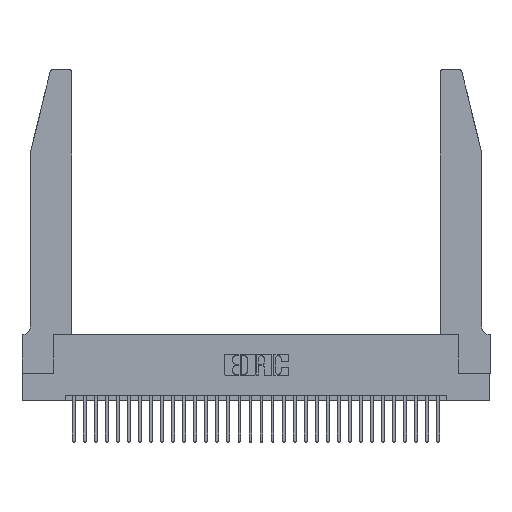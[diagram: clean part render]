
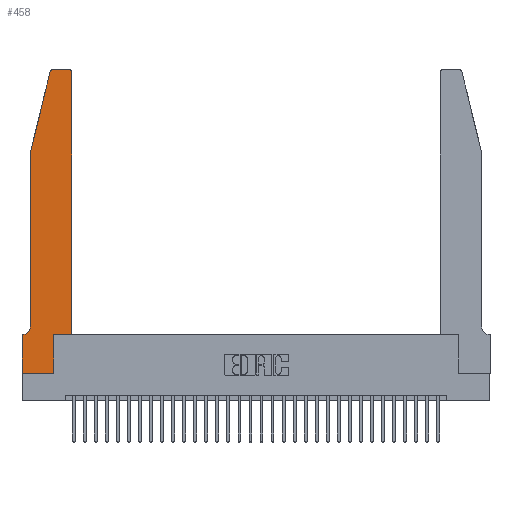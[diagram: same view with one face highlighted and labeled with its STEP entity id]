
A CAD part, top view. The second image highlights one B-rep face of the part: STEP entity #458.
In plain terms, the highlighted planar face has unit normal (0, 0, 1).
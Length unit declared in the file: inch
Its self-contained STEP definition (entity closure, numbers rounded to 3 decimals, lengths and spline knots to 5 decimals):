
#268 = ORIENTED_EDGE ( 'NONE', *, *, #7270, .T. ) ;
#431 = CARTESIAN_POINT ( 'NONE',  ( 0.0755, 2., 0.37 ) ) ;
#458 = ADVANCED_FACE ( 'NONE', ( #30206 ), #12358, .T. ) ;
#701 = CARTESIAN_POINT ( 'NONE',  ( 0.284, 2.75, 0.37 ) ) ;
#1595 = CARTESIAN_POINT ( 'NONE',  ( 0.4505, 2.72, 0.37 ) ) ;
#1711 = DIRECTION ( 'NONE',  ( -1., 0., 0. ) ) ;
#1882 = ORIENTED_EDGE ( 'NONE', *, *, #22543, .T. ) ;
#1910 = ORIENTED_EDGE ( 'NONE', *, *, #3991, .T. ) ;
#1930 = CARTESIAN_POINT ( 'NONE',  ( 0., 0.35, 0.37 ) ) ;
#2437 = EDGE_CURVE ( 'NONE', #7845, #3305, #3835, .T. ) ;
#2715 = CARTESIAN_POINT ( 'NONE',  ( 0.2865, 0.35, 0.37 ) ) ;
#3227 = VERTEX_POINT ( 'NONE', #19621 ) ;
#3305 = VERTEX_POINT ( 'NONE', #32308 ) ;
#3766 = DIRECTION ( 'NONE',  ( 0., -1., 0. ) ) ;
#3835 = CIRCLE ( 'NONE', #28539, 0.03 ) ;
#3991 = EDGE_CURVE ( 'NONE', #22487, #7845, #31560, .T. ) ;
#4129 = CARTESIAN_POINT ( 'NONE',  ( 0.2865, 0.35, 0.37 ) ) ;
#4190 = EDGE_CURVE ( 'NONE', #3227, #5244, #26913, .T. ) ;
#4274 = CARTESIAN_POINT ( 'NONE',  ( 0.0755, 0.35, 0.37 ) ) ;
#5038 = LINE ( 'NONE', #431, #17669 ) ;
#5120 = ORIENTED_EDGE ( 'NONE', *, *, #17587, .T. ) ;
#5244 = VERTEX_POINT ( 'NONE', #31977 ) ;
#5296 = ORIENTED_EDGE ( 'NONE', *, *, #11036, .T. ) ;
#5719 = VERTEX_POINT ( 'NONE', #31209 ) ;
#5730 = VECTOR ( 'NONE', #12157, 39.37008 ) ;
#6419 = EDGE_CURVE ( 'NONE', #30298, #5719, #22993, .T. ) ;
#6862 = DIRECTION ( 'NONE',  ( -1., 0., 0. ) ) ;
#7270 = EDGE_CURVE ( 'NONE', #17857, #22919, #14391, .T. ) ;
#7632 = CARTESIAN_POINT ( 'NONE',  ( 0., 0., 0.37 ) ) ;
#7845 = VERTEX_POINT ( 'NONE', #1595 ) ;
#8887 = LINE ( 'NONE', #30079, #14029 ) ;
#9852 = VECTOR ( 'NONE', #3766, 39.37008 ) ;
#10310 = CARTESIAN_POINT ( 'NONE',  ( 0.284, 2.72, 0.37 ) ) ;
#10630 = EDGE_CURVE ( 'NONE', #12874, #17857, #23960, .T. ) ;
#10641 = ORIENTED_EDGE ( 'NONE', *, *, #10630, .T. ) ;
#11036 = EDGE_CURVE ( 'NONE', #25581, #30298, #25479, .T. ) ;
#11708 = DIRECTION ( 'NONE',  ( 0., 0., 1. ) ) ;
#11978 = CARTESIAN_POINT ( 'NONE',  ( 0.25487, 2.72718, 0.37 ) ) ;
#12157 = DIRECTION ( 'NONE',  ( 0., 1., 0. ) ) ;
#12218 = CARTESIAN_POINT ( 'NONE',  ( 0.0755, 2., 0.37 ) ) ;
#12328 = VECTOR ( 'NONE', #6862, 39.37008 ) ;
#12333 = CARTESIAN_POINT ( 'NONE',  ( 0., 0.35, 0.37 ) ) ;
#12358 = PLANE ( 'NONE',  #24529 ) ;
#12840 = DIRECTION ( 'NONE',  ( 1., 0., 0. ) ) ;
#12874 = VERTEX_POINT ( 'NONE', #1930 ) ;
#12918 = DIRECTION ( 'NONE',  ( 0., 0., -1. ) ) ;
#14029 = VECTOR ( 'NONE', #27685, 39.37008 ) ;
#14391 = LINE ( 'NONE', #7632, #19437 ) ;
#16031 = ORIENTED_EDGE ( 'NONE', *, *, #2437, .T. ) ;
#16214 = DIRECTION ( 'NONE',  ( 1., 0., 0. ) ) ;
#16586 = ORIENTED_EDGE ( 'NONE', *, *, #6419, .T. ) ;
#16817 = ORIENTED_EDGE ( 'NONE', *, *, #18596, .T. ) ;
#17092 = AXIS2_PLACEMENT_3D ( 'NONE', #27865, #12918, #30346 ) ;
#17587 = EDGE_CURVE ( 'NONE', #3305, #25581, #26546, .T. ) ;
#17669 = VECTOR ( 'NONE', #20765, 39.37008 ) ;
#17857 = VERTEX_POINT ( 'NONE', #20787 ) ;
#18162 = EDGE_CURVE ( 'NONE', #5244, #12874, #19751, .T. ) ;
#18596 = EDGE_CURVE ( 'NONE', #22919, #19580, #27140, .T. ) ;
#19412 = CARTESIAN_POINT ( 'NONE',  ( 0.2605, 2.75, 0.37 ) ) ;
#19437 = VECTOR ( 'NONE', #30037, 39.37008 ) ;
#19580 = VERTEX_POINT ( 'NONE', #2715 ) ;
#19621 = CARTESIAN_POINT ( 'NONE',  ( 0.0755, 0.42, 0.37 ) ) ;
#19689 = CARTESIAN_POINT ( 'NONE',  ( 0.4505, 0.35, 0.37 ) ) ;
#19751 = LINE ( 'NONE', #4274, #12328 ) ;
#19904 = VECTOR ( 'NONE', #1711, 39.37008 ) ;
#20290 = EDGE_CURVE ( 'NONE', #5719, #3227, #5038, .T. ) ;
#20765 = DIRECTION ( 'NONE',  ( 0., -1., 0. ) ) ;
#20787 = CARTESIAN_POINT ( 'NONE',  ( 0., 0., 0.37 ) ) ;
#22487 = VERTEX_POINT ( 'NONE', #29864 ) ;
#22543 = EDGE_CURVE ( 'NONE', #19580, #22487, #8887, .T. ) ;
#22919 = VERTEX_POINT ( 'NONE', #24537 ) ;
#22993 = LINE ( 'NONE', #12218, #30384 ) ;
#23960 = LINE ( 'NONE', #26386, #9852 ) ;
#24447 = ORIENTED_EDGE ( 'NONE', *, *, #18162, .T. ) ;
#24529 = AXIS2_PLACEMENT_3D ( 'NONE', #12333, #26103, #16214 ) ;
#24537 = CARTESIAN_POINT ( 'NONE',  ( 0.2865, 0., 0.37 ) ) ;
#25479 = CIRCLE ( 'NONE', #30328, 0.03 ) ;
#25581 = VERTEX_POINT ( 'NONE', #701 ) ;
#26103 = DIRECTION ( 'NONE',  ( 0., 0., 1. ) ) ;
#26347 = VECTOR ( 'NONE', #31730, 39.37008 ) ;
#26386 = CARTESIAN_POINT ( 'NONE',  ( 0., 0., 0.37 ) ) ;
#26546 = LINE ( 'NONE', #19412, #19904 ) ;
#26652 = CARTESIAN_POINT ( 'NONE',  ( 0.4205, 2.72, 0.37 ) ) ;
#26913 = CIRCLE ( 'NONE', #17092, 0.07 ) ;
#27140 = LINE ( 'NONE', #4129, #26347 ) ;
#27207 = EDGE_LOOP ( 'NONE', ( #5120, #5296, #16586, #30324, #30261, #24447, #10641, #268, #16817, #1882, #1910, #16031 ) ) ;
#27685 = DIRECTION ( 'NONE',  ( 1., 0., 0. ) ) ;
#27785 = DIRECTION ( 'NONE',  ( 0., 0., 1. ) ) ;
#27865 = CARTESIAN_POINT ( 'NONE',  ( 0.0055, 0.42, 0.37 ) ) ;
#28539 = AXIS2_PLACEMENT_3D ( 'NONE', #26652, #11708, #29153 ) ;
#29153 = DIRECTION ( 'NONE',  ( 1., 0., 0. ) ) ;
#29655 = DIRECTION ( 'NONE',  ( -0.239, -0.971, 0. ) ) ;
#29864 = CARTESIAN_POINT ( 'NONE',  ( 0.4505, 0.35, 0.37 ) ) ;
#30037 = DIRECTION ( 'NONE',  ( 1., 0., 0. ) ) ;
#30079 = CARTESIAN_POINT ( 'NONE',  ( 0.4505, 0.35, 0.37 ) ) ;
#30206 = FACE_OUTER_BOUND ( 'NONE', #27207, .T. ) ;
#30261 = ORIENTED_EDGE ( 'NONE', *, *, #4190, .T. ) ;
#30298 = VERTEX_POINT ( 'NONE', #11978 ) ;
#30324 = ORIENTED_EDGE ( 'NONE', *, *, #20290, .T. ) ;
#30328 = AXIS2_PLACEMENT_3D ( 'NONE', #10310, #27785, #12840 ) ;
#30346 = DIRECTION ( 'NONE',  ( -1., 0., 0. ) ) ;
#30384 = VECTOR ( 'NONE', #29655, 39.37008 ) ;
#31209 = CARTESIAN_POINT ( 'NONE',  ( 0.0755, 2., 0.37 ) ) ;
#31560 = LINE ( 'NONE', #19689, #5730 ) ;
#31730 = DIRECTION ( 'NONE',  ( 0., 1., 0. ) ) ;
#31977 = CARTESIAN_POINT ( 'NONE',  ( 0.0055, 0.35, 0.37 ) ) ;
#32308 = CARTESIAN_POINT ( 'NONE',  ( 0.4205, 2.75, 0.37 ) ) ;
